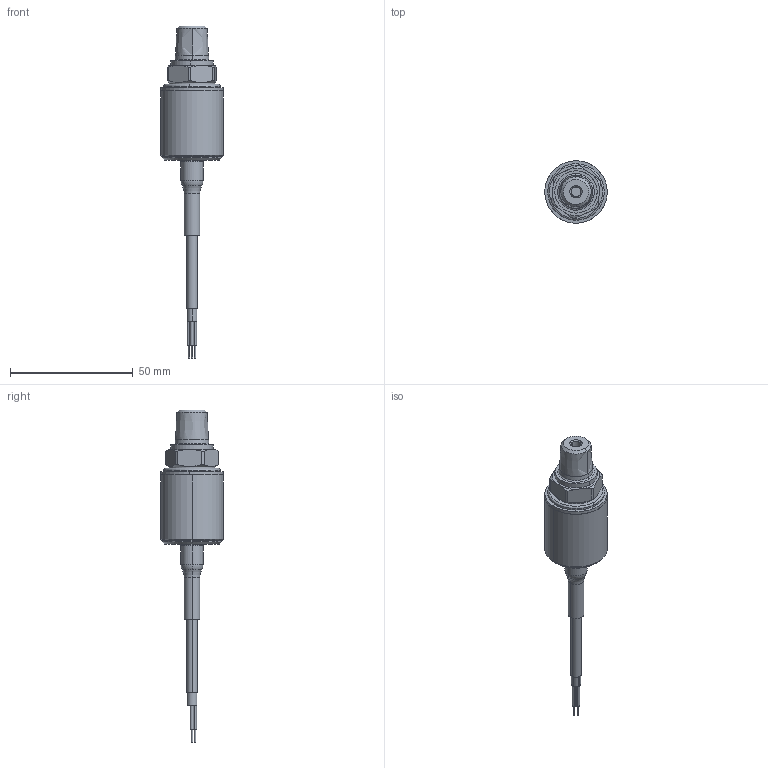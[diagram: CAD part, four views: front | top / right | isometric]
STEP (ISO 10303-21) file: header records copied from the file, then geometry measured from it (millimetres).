
FILE_DESCRIPTION(('Creo Elements/Direct Modeling STEP Export'),'2;1');
FILE_NAME('HI6200H.stp','2025-01-29T 8:17:19',(''),(''),'Creo Elements/Direct Modeling STEP processor for AP214 (Solid Model)','Creo Elements/Direct Modeling 20.1B 02-Apr-2019 (C) Parametric Technology GmbH','');
FILE_SCHEMA(('AUTOMOTIVE_DESIGN { 1 0 10303 214 1 1 1 1 }'));
Length unit declared in the file: millimetre
Products named in the file (6): p01.3; p01; p01.1; p01.2; 7648; HI6200H0350AM-LUX
Assembly tree (5 placements, depth 2):
  HI6200H0350AM-LUX
    7648
    p01.2
    p01.1
    p01
    p01.3
Bounding box: 25.4 x 25.4 x 135.09 mm (x, y, z)
Volume: 13493.9 mm3; surface area: 13928.7 mm2
Topology: 4 solids, 5 shells, 280 faces, 675 edges, 444 vertices
Faces by surface type: cylinder 127, plane 103, cone 34, torus 10, bspline 4, sphere 2
Entity records: 9256 total; most frequent: CARTESIAN_POINT 2123, ORIENTED_EDGE 1342, DIRECTION 1237, EDGE_CURVE 675, AXIS2_PLACEMENT_3D 476, VERTEX_POINT 444, EDGE_LOOP 328, VECTOR 285
